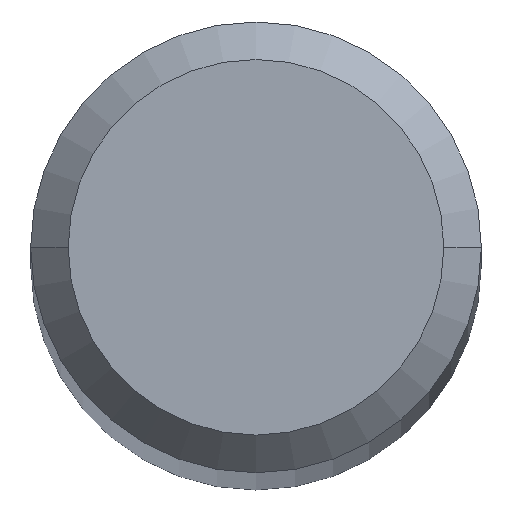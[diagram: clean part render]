
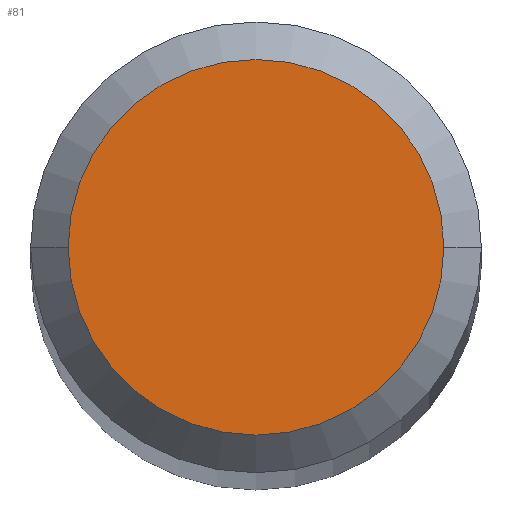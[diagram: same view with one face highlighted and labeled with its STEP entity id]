
A CAD part, top view. The second image highlights one B-rep face of the part: STEP entity #81.
In plain terms, the highlighted planar face has unit normal (0, 0, 1).
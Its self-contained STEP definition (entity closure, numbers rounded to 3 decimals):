
#11 = ORIENTED_EDGE ( 'NONE', *, *, #138, .T. ) ;
#17 = CARTESIAN_POINT ( 'NONE',  ( 5., 0., 265. ) ) ;
#32 = PLANE ( 'NONE',  #248 ) ;
#55 = ORIENTED_EDGE ( 'NONE', *, *, #147, .T. ) ;
#58 = CARTESIAN_POINT ( 'NONE',  ( 0., 0., 265. ) ) ;
#59 = DIRECTION ( 'NONE',  ( 1., 0., 0. ) ) ;
#81 = ADVANCED_FACE ( 'NONE', ( #240 ), #32, .T. ) ;
#85 = DIRECTION ( 'NONE',  ( 1., 0., 0. ) ) ;
#96 = EDGE_LOOP ( 'NONE', ( #11, #55 ) ) ;
#103 = CARTESIAN_POINT ( 'NONE',  ( 0., 0., 265. ) ) ;
#106 = CIRCLE ( 'NONE', #140, 5. ) ;
#122 = AXIS2_PLACEMENT_3D ( 'NONE', #241, #165, #59 ) ;
#126 = DIRECTION ( 'NONE',  ( 0., 0., 1. ) ) ;
#127 = CIRCLE ( 'NONE', #122, 5. ) ;
#136 = VERTEX_POINT ( 'NONE', #242 ) ;
#138 = EDGE_CURVE ( 'NONE', #136, #239, #127, .T. ) ;
#140 = AXIS2_PLACEMENT_3D ( 'NONE', #103, #243, #245 ) ;
#147 = EDGE_CURVE ( 'NONE', #239, #136, #106, .T. ) ;
#165 = DIRECTION ( 'NONE',  ( 0., 0., 1. ) ) ;
#239 = VERTEX_POINT ( 'NONE', #17 ) ;
#240 = FACE_OUTER_BOUND ( 'NONE', #96, .T. ) ;
#241 = CARTESIAN_POINT ( 'NONE',  ( 0., 0., 265. ) ) ;
#242 = CARTESIAN_POINT ( 'NONE',  ( -5., 0., 265. ) ) ;
#243 = DIRECTION ( 'NONE',  ( 0., 0., 1. ) ) ;
#245 = DIRECTION ( 'NONE',  ( 1., 0., 0. ) ) ;
#248 = AXIS2_PLACEMENT_3D ( 'NONE', #58, #126, #85 ) ;
